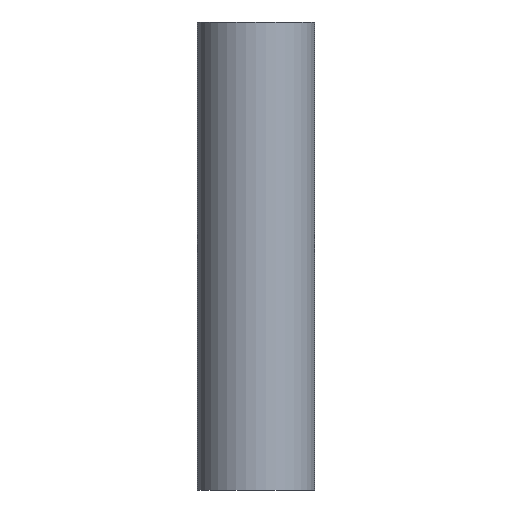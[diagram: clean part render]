
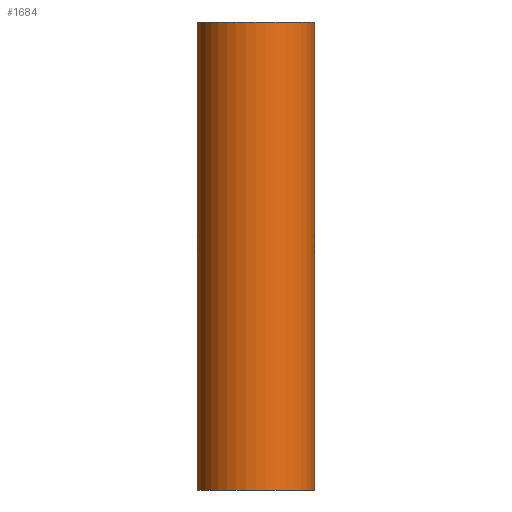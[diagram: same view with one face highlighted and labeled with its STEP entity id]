
A CAD part, left-side view. The second image highlights one B-rep face of the part: STEP entity #1684.
In plain terms, the highlighted cylindrical face has radius 10 mm (diameter 20 mm), a partial arc.
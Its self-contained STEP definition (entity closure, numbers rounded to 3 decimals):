
#26=CARTESIAN_POINT('',(-340.,-10.,-40.));
#27=DIRECTION('',(0.,0.,-1.));
#28=DIRECTION('',(0.,-1.,0.));
#29=AXIS2_PLACEMENT_3D('',#26,#27,#28);
#65=CARTESIAN_POINT('',(-340.,-10.,40.));
#66=DIRECTION('',(0.,0.,-1.));
#67=DIRECTION('',(0.,-1.,0.));
#68=AXIS2_PLACEMENT_3D('',#65,#66,#67);
#103=DIRECTION('',(0.,0.,1.));
#104=VECTOR('',#103,80.);
#105=CARTESIAN_POINT('',(-340.,0.,-40.));
#106=LINE('',#105,#104);
#107=DIRECTION('',(0.,0.,-1.));
#108=VECTOR('',#107,80.);
#109=CARTESIAN_POINT('',(-340.,-20.,40.));
#110=LINE('',#109,#108);
#1302=CARTESIAN_POINT('',(-340.,-20.,-40.));
#1304=VERTEX_POINT('',#1302);
#1328=CARTESIAN_POINT('',(-340.,0.,-40.));
#1329=VERTEX_POINT('',#1328);
#1331=CARTESIAN_POINT('',(-340.,-20.,40.));
#1333=VERTEX_POINT('',#1331);
#1374=CARTESIAN_POINT('',(-340.,0.,40.));
#1375=VERTEX_POINT('',#1374);
#1672=CARTESIAN_POINT('',(-340.,-10.,-41.6));
#1673=DIRECTION('',(0.,0.,1.));
#1674=DIRECTION('',(-1.,0.,0.));
#1675=AXIS2_PLACEMENT_3D('',#1672,#1673,#1674);
#1676=CYLINDRICAL_SURFACE('',#1675,10.);
#1678=ORIENTED_EDGE('',*,*,#1677,.T.);
#1679=ORIENTED_EDGE('',*,*,#1642,.F.);
#1680=ORIENTED_EDGE('',*,*,#1622,.T.);
#1681=ORIENTED_EDGE('',*,*,#1603,.T.);
#1682=EDGE_LOOP('',(#1678,#1679,#1680,#1681));
#1683=FACE_OUTER_BOUND('',#1682,.F.);
#1684=ADVANCED_FACE('',(#1683),#1676,.T.);
#30=CIRCLE('',#29,10.);
#69=CIRCLE('',#68,10.);
#1603=EDGE_CURVE('',#1304,#1329,#30,.T.);
#1622=EDGE_CURVE('',#1333,#1304,#110,.T.);
#1642=EDGE_CURVE('',#1333,#1375,#69,.T.);
#1677=EDGE_CURVE('',#1329,#1375,#106,.T.);
